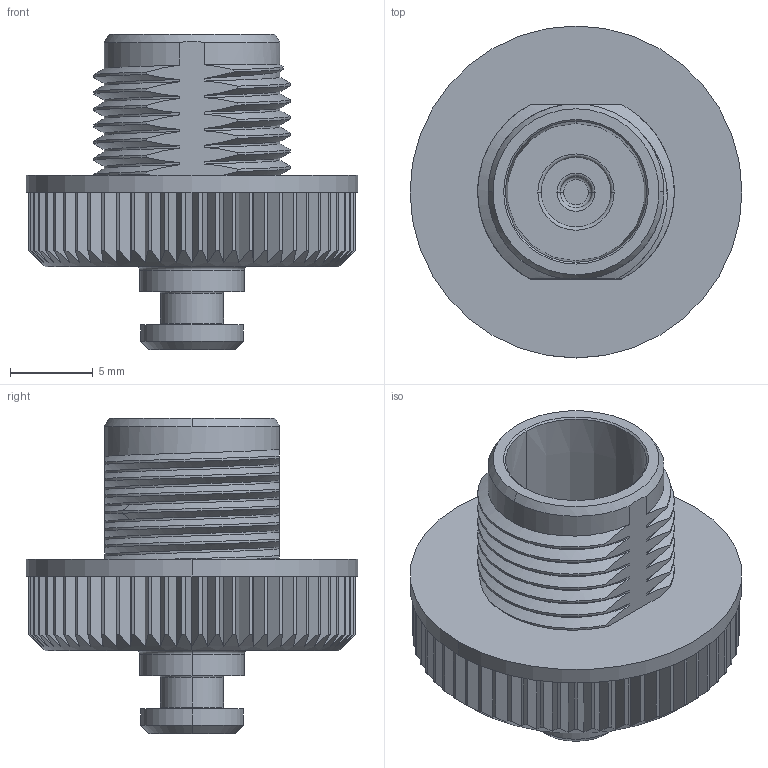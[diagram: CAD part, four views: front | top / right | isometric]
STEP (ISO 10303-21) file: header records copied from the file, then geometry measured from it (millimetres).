
FILE_DESCRIPTION((''),'2;1');
FILE_NAME('M12-FCV','2017-09-15T',('hq.zhang'),(''),'PRO/ENGINEER BY PARAMETRIC TECHNOLOGY CORPORATION, 2012480','PRO/ENGINEER BY PARAMETRIC TECHNOLOGY CORPORATION, 2012480','');
FILE_SCHEMA(('AUTOMOTIVE_DESIGN { 1 0 10303 214 1 1 1 1 }'));
Length unit declared in the file: millimetre
Products named in the file (1): M12-FCV
Bounding box: 20 x 20 x 19 mm (x, y, z)
Volume: 1803 mm3; surface area: 2003.4 mm2
Topology: 1 solids, 1 shells, 286 faces, 808 edges, 532 vertices
Faces by surface type: plane 132, cylinder 86, bspline 45, torus 12, cone 11
Entity records: 20367 total; most frequent: CARTESIAN_POINT 13324, ORIENTED_EDGE 1616, DIRECTION 1236, EDGE_CURVE 808, VERTEX_POINT 532, AXIS2_PLACEMENT_3D 427, VECTOR 382, LINE 382
